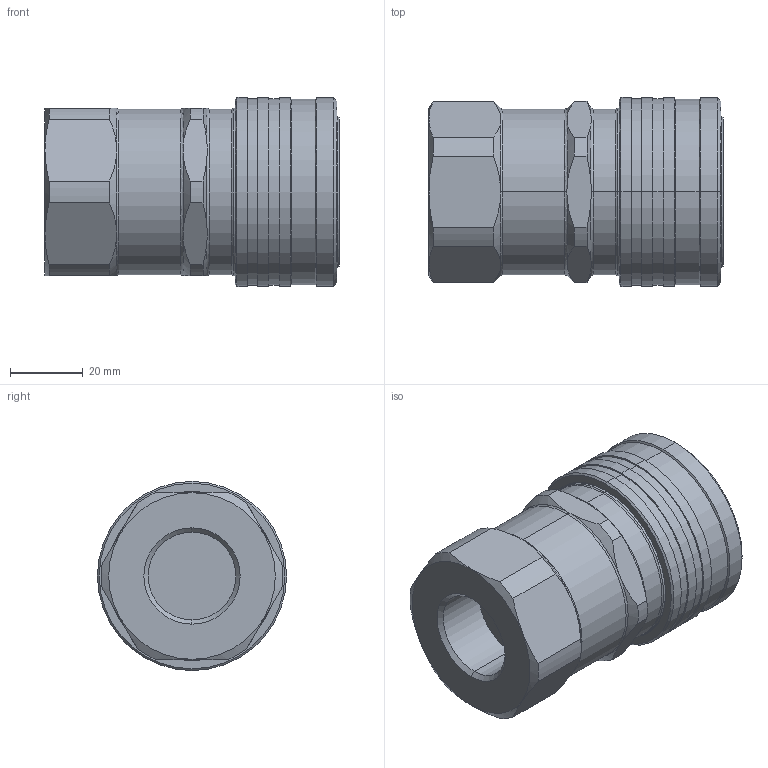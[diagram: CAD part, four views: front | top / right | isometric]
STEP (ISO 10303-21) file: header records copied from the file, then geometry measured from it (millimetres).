
FILE_DESCRIPTION (( 'STEP AP214' ), '1' );
FILE_NAME ('IB7511.STEP', '2015-09-01T14:35:45', ( 'admin' ), ( 'Microsoft' ), 'SwSTEP 2.0', 'SolidWorks 2009', '' );
FILE_SCHEMA (( 'AUTOMOTIVE_DESIGN' ));
Length unit declared in the file: millimetre
Products named in the file (1): IB7511
Bounding box: 81 x 52 x 52 mm (x, y, z)
Volume: 113625.9 mm3; surface area: 26035.4 mm2
Topology: 1 solids, 1 shells, 281 faces, 748 edges, 475 vertices
Faces by surface type: cone 90, cylinder 88, torus 45, plane 34, sphere 24
Entity records: 11260 total; most frequent: CARTESIAN_POINT 4322, ORIENTED_EDGE 1496, DIRECTION 1457, EDGE_CURVE 748, AXIS2_PLACEMENT_3D 654, VERTEX_POINT 475, CIRCLE 372, EDGE_LOOP 311
